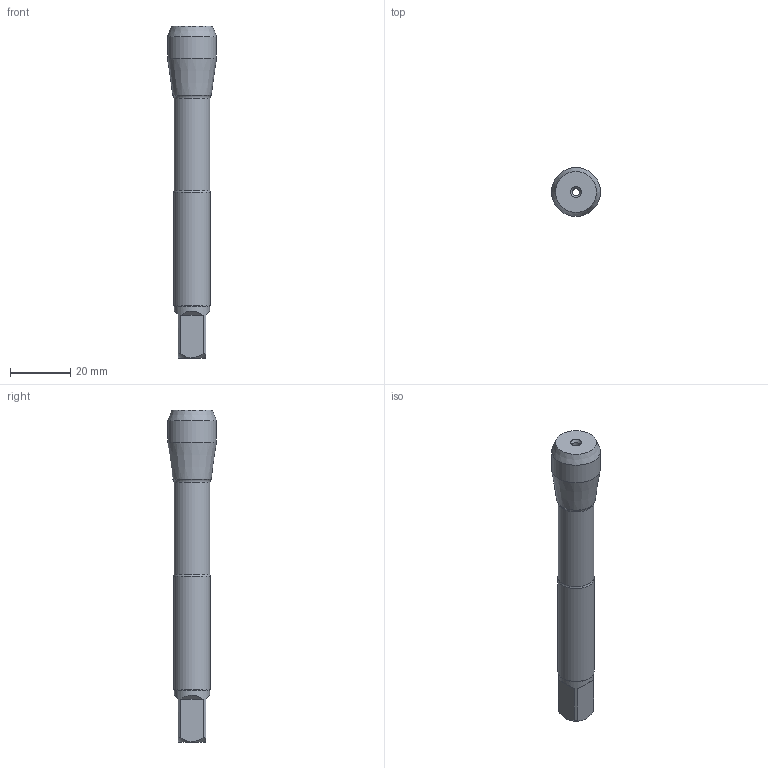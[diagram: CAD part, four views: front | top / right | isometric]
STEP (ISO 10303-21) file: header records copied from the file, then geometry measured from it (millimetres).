
FILE_DESCRIPTION(/* description */ (''),/* implementation_level */ '2;1');
FILE_NAME(/* name */ 'D607_20230210_094539_TB_1.STP',/* time_stamp */ '2023-02-10T09:47:30+01:00',/* author */ (''),/* organization */ ('SMS'),/* preprocessor_version */ 'ST-DEVELOPER v16.7',/* originating_system */ 'SIEMENS PLM Software NX 12.0',/* authorisation */ '');
FILE_SCHEMA (('AUTOMOTIVE_DESIGN { 1 0 10303 214 3 1 1 1 }'));
Length unit declared in the file: millimetre
Products named in the file (1): D607_20230210_094539_TB_1
Bounding box: 16.2 x 16.2 x 110 mm (x, y, z)
Volume: 13016.8 mm3; surface area: 5428.8 mm2
Topology: 1 solids, 1 shells, 23 faces, 113 edges, 155 vertices
Faces by surface type: plane 10, cone 6, cylinder 5, torus 2
Full cylindrical faces by diameter (mm): 2.5 x1, 11.704 x1, 11.892 x1, 12.192 x1, 16.204 x1
Entity records: 1157 total; most frequent: CARTESIAN_POINT 176, DIRECTION 160, ORIENTED_EDGE 76, LINE 66, VECTOR 66, STYLED_ITEM 65, PRESENTATION_STYLE_ASSIGNMENT 65, CURVE_STYLE 55
